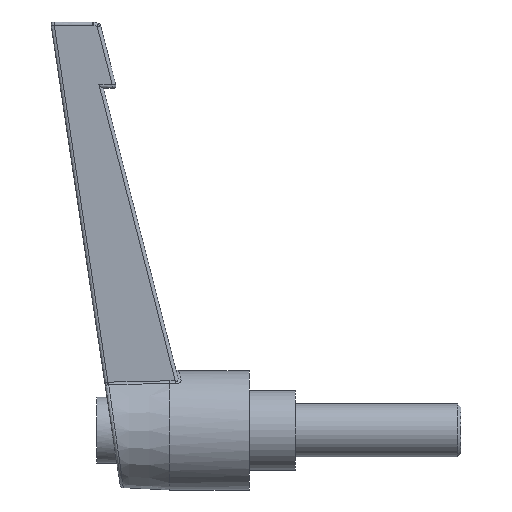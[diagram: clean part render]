
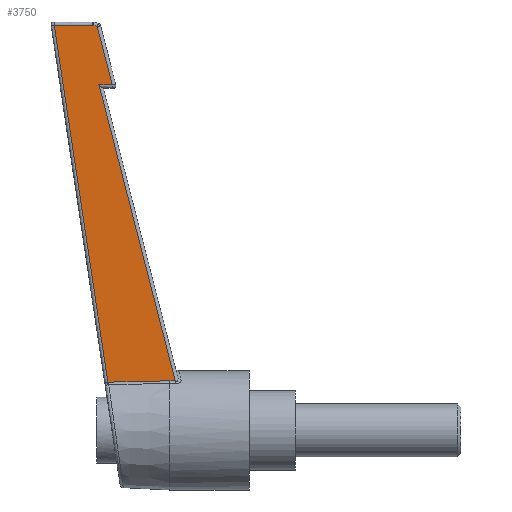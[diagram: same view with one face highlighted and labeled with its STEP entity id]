
A CAD part, left-side view. The second image highlights one B-rep face of the part: STEP entity #3750.
In plain terms, the highlighted planar face has unit normal (-0.999, 0.054, -0.001).
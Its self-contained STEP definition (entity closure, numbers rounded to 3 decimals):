
#26 = FACE_OUTER_BOUND ( 'NONE', #2350, .T. ) ;
#29 = CARTESIAN_POINT ( 'NONE',  ( -4.983, 18.86, 37.293 ) ) ;
#70 = CARTESIAN_POINT ( 'NONE',  ( -4.64, 25.552, 61.206 ) ) ;
#136 = CARTESIAN_POINT ( 'NONE',  ( -4.832, 21.216, 7.299 ) ) ;
#163 = CARTESIAN_POINT ( 'NONE',  ( -4.895, 20.696, 52.206 ) ) ;
#170 = CARTESIAN_POINT ( 'NONE',  ( -5.373, 11.187, 7.468 ) ) ;
#276 = ORIENTED_EDGE ( 'NONE', *, *, #3585, .T. ) ;
#424 = VERTEX_POINT ( 'NONE', #3737 ) ;
#447 = CARTESIAN_POINT ( 'NONE',  ( -4.825, 21.34, 7.293 ) ) ;
#503 = CARTESIAN_POINT ( 'NONE',  ( -4.694, 24.042, 25.264 ) ) ;
#564 = ORIENTED_EDGE ( 'NONE', *, *, #1894, .T. ) ;
#596 = CARTESIAN_POINT ( 'NONE',  ( -4.78, 22.958, 60.999 ) ) ;
#644 = CARTESIAN_POINT ( 'NONE',  ( -5.329, 12.011, 7.501 ) ) ;
#747 = CARTESIAN_POINT ( 'NONE',  ( -5.331, 11.961, 7.501 ) ) ;
#856 = DIRECTION ( 'NONE',  ( -0.054, -0.999, 0. ) ) ;
#868 = VERTEX_POINT ( 'NONE', #596 ) ;
#888 = CARTESIAN_POINT ( 'NONE',  ( -5.345, 11.702, 7.49 ) ) ;
#911 = CARTESIAN_POINT ( 'NONE',  ( -5.373, 11.187, 7.468 ) ) ;
#914 = CARTESIAN_POINT ( 'NONE',  ( -5.373, 11.187, 7.468 ) ) ;
#919 = CARTESIAN_POINT ( 'NONE',  ( -5.331, 11.961, 7.501 ) ) ;
#1155 = VERTEX_POINT ( 'NONE', #3670 ) ;
#1194 = CARTESIAN_POINT ( 'NONE',  ( -4.787, 22.696, 52.206 ) ) ;
#1266 = CARTESIAN_POINT ( 'NONE',  ( -4.745, 23.605, 61.206 ) ) ;
#1284 = CARTESIAN_POINT ( 'NONE',  ( -4.832, 21.216, 7.299 ) ) ;
#1309 = CARTESIAN_POINT ( 'NONE',  ( -4.83, 21.257, 7.298 ) ) ;
#1311 = CARTESIAN_POINT ( 'NONE',  ( -4.823, 22.03, 52.206 ) ) ;
#1395 = EDGE_CURVE ( 'NONE', #1155, #868, #5139, .T. ) ;
#1489 = EDGE_CURVE ( 'NONE', #4581, #4471, #4891, .T. ) ;
#1556 = ORIENTED_EDGE ( 'NONE', *, *, #3259, .F. ) ;
#1613 = CARTESIAN_POINT ( 'NONE',  ( -5.329, 12.011, 7.501 ) ) ;
#1616 = CARTESIAN_POINT ( 'NONE',  ( -5.498, 8.757, 0.135 ) ) ;
#1638 = DIRECTION ( 'NONE',  ( -0.999, 0.054, -0.001 ) ) ;
#1749 = CARTESIAN_POINT ( 'NONE',  ( -4.818, 22.204, 58.068 ) ) ;
#1894 = EDGE_CURVE ( 'NONE', #4609, #2379, #3510, .T. ) ;
#1938 = ORIENTED_EDGE ( 'NONE', *, *, #4889, .T. ) ;
#1962 = ORIENTED_EDGE ( 'NONE', *, *, #2165, .T. ) ;
#2018 = CARTESIAN_POINT ( 'NONE',  ( -4.43, 29.446, 61.206 ) ) ;
#2023 =( BOUNDED_CURVE ( )  B_SPLINE_CURVE ( 3, ( #136, #3747, #2926, #2488 ),
 .UNSPECIFIED., .F., .T. ) 
 B_SPLINE_CURVE_WITH_KNOTS ( ( 4, 4 ),
 ( 3.871, 3.896 ),
 .UNSPECIFIED. ) 
 CURVE ( )  GEOMETRIC_REPRESENTATION_ITEM ( )  RATIONAL_B_SPLINE_CURVE ( ( 1., 1., 1., 1. ) ) 
 REPRESENTATION_ITEM ( '' )  );
#2054 = CARTESIAN_POINT ( 'NONE',  ( -4.43, 29.446, 61.206 ) ) ;
#2073 = AXIS2_PLACEMENT_3D ( 'NONE', #1616, #1638, #856 ) ;
#2139 = VERTEX_POINT ( 'NONE', #747 ) ;
#2165 = EDGE_CURVE ( 'NONE', #4471, #1155, #2363, .T. ) ;
#2170 = CARTESIAN_POINT ( 'NONE',  ( -4.78, 22.958, 60.999 ) ) ;
#2262 = EDGE_CURVE ( 'NONE', #2880, #2927, #2023, .T. ) ;
#2347 =( BOUNDED_CURVE ( )  B_SPLINE_CURVE ( 3, ( #2868, #888, #2459, #914 ),
 .UNSPECIFIED., .F., .T. ) 
 B_SPLINE_CURVE_WITH_KNOTS ( ( 4, 4 ),
 ( 5.372, 5.378 ),
 .UNSPECIFIED. ) 
 CURVE ( )  GEOMETRIC_REPRESENTATION_ITEM ( )  RATIONAL_B_SPLINE_CURVE ( ( 1., 1., 1., 1. ) ) 
 REPRESENTATION_ITEM ( '' )  );
#2350 = EDGE_LOOP ( 'NONE', ( #276, #1938, #3468, #1556, #3070, #4549, #1962, #3771, #3439, #564 ) ) ;
#2363 = B_SPLINE_CURVE_WITH_KNOTS ( 'NONE', 3,
 ( #1194, #1311, #4852, #5150 ),
 .UNSPECIFIED., .F., .F.,
 ( 4, 4 ),
 ( 0., 1. ),
 .UNSPECIFIED. ) ;
#2379 = VERTEX_POINT ( 'NONE', #3954 ) ;
#2459 = CARTESIAN_POINT ( 'NONE',  ( -5.359, 11.444, 7.479 ) ) ;
#2465 = CARTESIAN_POINT ( 'NONE',  ( -4.825, 21.34, 7.293 ) ) ;
#2488 = CARTESIAN_POINT ( 'NONE',  ( -5.329, 12.011, 7.501 ) ) ;
#2491 = CARTESIAN_POINT ( 'NONE',  ( -5.329, 11.994, 7.502 ) ) ;
#2550 = CARTESIAN_POINT ( 'NONE',  ( -5.33, 11.977, 7.501 ) ) ;
#2591 = B_SPLINE_CURVE_WITH_KNOTS ( 'NONE', 3,
 ( #2170, #2911, #4893, #2884 ),
 .UNSPECIFIED., .F., .F.,
 ( 4, 4 ),
 ( 0., 1. ),
 .UNSPECIFIED. ) ;
#2645 = B_SPLINE_CURVE_WITH_KNOTS ( 'NONE', 3,
 ( #447, #3718, #1309, #1284 ),
 .UNSPECIFIED., .F., .F.,
 ( 4, 4 ),
 ( 0., 0. ),
 .UNSPECIFIED. ) ;
#2658 = B_SPLINE_CURVE_WITH_KNOTS ( 'NONE', 3,
 ( #2054, #2877, #503, #2465 ),
 .UNSPECIFIED., .F., .F.,
 ( 4, 4 ),
 ( 0., 0.995 ),
 .UNSPECIFIED. ) ;
#2774 = CARTESIAN_POINT ( 'NONE',  ( -4.535, 27.499, 61.206 ) ) ;
#2805 = PLANE ( 'NONE',  #2073 ) ;
#2827 = CARTESIAN_POINT ( 'NONE',  ( -4.745, 23.605, 61.206 ) ) ;
#2868 = CARTESIAN_POINT ( 'NONE',  ( -5.331, 11.961, 7.501 ) ) ;
#2877 = CARTESIAN_POINT ( 'NONE',  ( -4.562, 26.744, 43.235 ) ) ;
#2880 = VERTEX_POINT ( 'NONE', #4432 ) ;
#2884 = CARTESIAN_POINT ( 'NONE',  ( -4.745, 23.605, 61.206 ) ) ;
#2894 = CARTESIAN_POINT ( 'NONE',  ( -5.178, 15.023, 22.381 ) ) ;
#2911 = CARTESIAN_POINT ( 'NONE',  ( -4.768, 23.174, 61.068 ) ) ;
#2926 = CARTESIAN_POINT ( 'NONE',  ( -5.161, 15.121, 7.435 ) ) ;
#2927 = VERTEX_POINT ( 'NONE', #1613 ) ;
#3070 = ORIENTED_EDGE ( 'NONE', *, *, #4954, .T. ) ;
#3228 = B_SPLINE_CURVE_WITH_KNOTS ( 'NONE', 3,
 ( #919, #2550, #2491, #644 ),
 .UNSPECIFIED., .F., .F.,
 ( 4, 4 ),
 ( 0., 0. ),
 .UNSPECIFIED. ) ;
#3259 = EDGE_CURVE ( 'NONE', #2139, #2927, #3228, .T. ) ;
#3439 = ORIENTED_EDGE ( 'NONE', *, *, #4235, .T. ) ;
#3468 = ORIENTED_EDGE ( 'NONE', *, *, #2262, .T. ) ;
#3510 = B_SPLINE_CURVE_WITH_KNOTS ( 'NONE', 3,
 ( #2827, #70, #2774, #2018 ),
 .UNSPECIFIED., .F., .F.,
 ( 4, 4 ),
 ( 0., 1. ),
 .UNSPECIFIED. ) ;
#3570 = CARTESIAN_POINT ( 'NONE',  ( -4.787, 22.696, 52.206 ) ) ;
#3585 = EDGE_CURVE ( 'NONE', #2379, #424, #2658, .T. ) ;
#3670 = CARTESIAN_POINT ( 'NONE',  ( -4.895, 20.696, 52.206 ) ) ;
#3718 = CARTESIAN_POINT ( 'NONE',  ( -4.828, 21.299, 7.297 ) ) ;
#3737 = CARTESIAN_POINT ( 'NONE',  ( -4.825, 21.34, 7.293 ) ) ;
#3747 = CARTESIAN_POINT ( 'NONE',  ( -4.995, 18.189, 7.367 ) ) ;
#3750 = ADVANCED_FACE ( 'NONE', ( #26 ), #2805, .T. ) ;
#3771 = ORIENTED_EDGE ( 'NONE', *, *, #1395, .T. ) ;
#3954 = CARTESIAN_POINT ( 'NONE',  ( -4.43, 29.446, 61.206 ) ) ;
#4055 = CARTESIAN_POINT ( 'NONE',  ( -4.787, 22.696, 52.206 ) ) ;
#4235 = EDGE_CURVE ( 'NONE', #868, #4609, #2591, .T. ) ;
#4432 = CARTESIAN_POINT ( 'NONE',  ( -4.832, 21.216, 7.299 ) ) ;
#4471 = VERTEX_POINT ( 'NONE', #3570 ) ;
#4549 = ORIENTED_EDGE ( 'NONE', *, *, #1489, .T. ) ;
#4581 = VERTEX_POINT ( 'NONE', #170 ) ;
#4609 = VERTEX_POINT ( 'NONE', #1266 ) ;
#4852 = CARTESIAN_POINT ( 'NONE',  ( -4.859, 21.363, 52.206 ) ) ;
#4889 = EDGE_CURVE ( 'NONE', #424, #2880, #2645, .T. ) ;
#4891 = B_SPLINE_CURVE_WITH_KNOTS ( 'NONE', 3,
 ( #911, #2894, #29, #4055 ),
 .UNSPECIFIED., .F., .F.,
 ( 4, 4 ),
 ( 0.006, 1. ),
 .UNSPECIFIED. ) ;
#4893 = CARTESIAN_POINT ( 'NONE',  ( -4.757, 23.39, 61.137 ) ) ;
#4954 = EDGE_CURVE ( 'NONE', #2139, #4581, #2347, .T. ) ;
#4994 = CARTESIAN_POINT ( 'NONE',  ( -4.78, 22.958, 60.999 ) ) ;
#5047 = CARTESIAN_POINT ( 'NONE',  ( -4.857, 21.45, 55.137 ) ) ;
#5139 = B_SPLINE_CURVE_WITH_KNOTS ( 'NONE', 3,
 ( #163, #5047, #1749, #4994 ),
 .UNSPECIFIED., .F., .F.,
 ( 4, 4 ),
 ( 0., 1. ),
 .UNSPECIFIED. ) ;
#5150 = CARTESIAN_POINT ( 'NONE',  ( -4.895, 20.696, 52.206 ) ) ;
